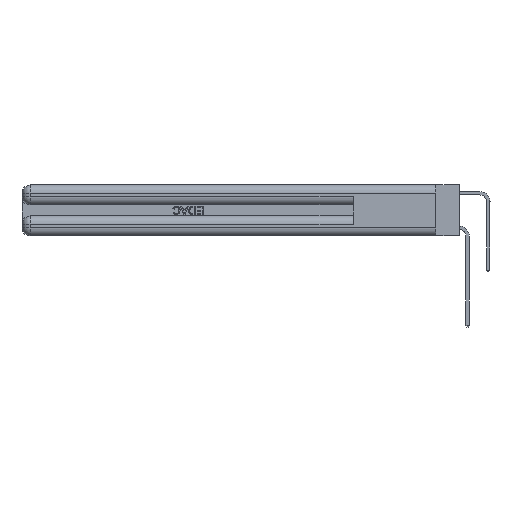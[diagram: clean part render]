
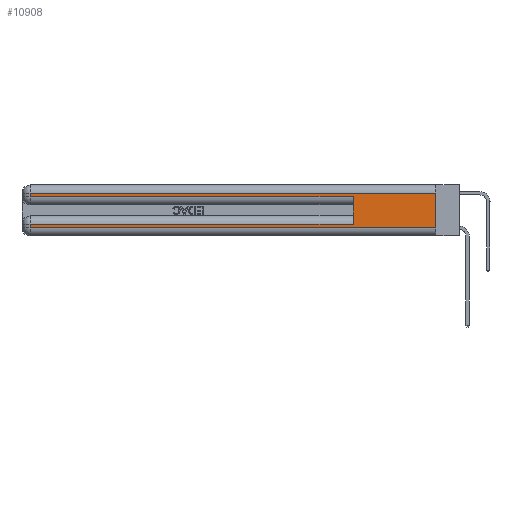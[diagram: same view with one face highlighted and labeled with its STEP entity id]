
A CAD part, left-side view. The second image highlights one B-rep face of the part: STEP entity #10908.
In plain terms, the highlighted planar face has unit normal (-1, 0, 0).
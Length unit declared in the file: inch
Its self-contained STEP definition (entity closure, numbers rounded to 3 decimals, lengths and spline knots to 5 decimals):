
#832 = EDGE_CURVE ( 'NONE', #26352, #34627, #21817, .T. ) ;
#1074 = CARTESIAN_POINT ( 'NONE',  ( 0., 2.94, 0.085 ) ) ;
#2303 = VECTOR ( 'NONE', #9564, 39.37008 ) ;
#3470 = LINE ( 'NONE', #29445, #7997 ) ;
#3601 = DIRECTION ( 'NONE',  ( 0., -1., 0. ) ) ;
#3878 = AXIS2_PLACEMENT_3D ( 'NONE', #19314, #4734, #24801 ) ;
#4218 = DIRECTION ( 'NONE',  ( 0., 1., 0. ) ) ;
#4625 = VERTEX_POINT ( 'NONE', #4847 ) ;
#4734 = DIRECTION ( 'NONE',  ( 1., 0., 0. ) ) ;
#4847 = CARTESIAN_POINT ( 'NONE',  ( 0., 0., 0.31 ) ) ;
#5862 = ORIENTED_EDGE ( 'NONE', *, *, #35189, .T. ) ;
#6046 = CARTESIAN_POINT ( 'NONE',  ( 0., 0.6, 0.285 ) ) ;
#6735 = CARTESIAN_POINT ( 'NONE',  ( 0., 0., 0.06 ) ) ;
#6989 = CARTESIAN_POINT ( 'NONE',  ( 0., 0., 0.285 ) ) ;
#7997 = VECTOR ( 'NONE', #11979, 39.37008 ) ;
#8485 = CARTESIAN_POINT ( 'NONE',  ( 0., 2.94, 0.37 ) ) ;
#9043 = LINE ( 'NONE', #12426, #2303 ) ;
#9124 = EDGE_CURVE ( 'NONE', #35039, #34201, #3470, .T. ) ;
#9278 = CARTESIAN_POINT ( 'NONE',  ( 0., 0.6, 0.085 ) ) ;
#9564 = DIRECTION ( 'NONE',  ( 0., 0., -1. ) ) ;
#9862 = VERTEX_POINT ( 'NONE', #12943 ) ;
#10908 = ADVANCED_FACE ( 'NONE', ( #19248 ), #22109, .F. ) ;
#11183 = VERTEX_POINT ( 'NONE', #28139 ) ;
#11979 = DIRECTION ( 'NONE',  ( 0., 0., 1. ) ) ;
#12426 = CARTESIAN_POINT ( 'NONE',  ( 0., 2.94, 0.37 ) ) ;
#12943 = CARTESIAN_POINT ( 'NONE',  ( 0., 0., 0.06 ) ) ;
#13470 = EDGE_CURVE ( 'NONE', #4625, #25214, #15400, .T. ) ;
#13473 = VECTOR ( 'NONE', #21204, 39.37008 ) ;
#14114 = VECTOR ( 'NONE', #26195, 39.37008 ) ;
#15400 = LINE ( 'NONE', #30930, #32299 ) ;
#16397 = CARTESIAN_POINT ( 'NONE',  ( 0., 0., 0.37 ) ) ;
#16704 = VECTOR ( 'NONE', #30220, 39.37008 ) ;
#16726 = ORIENTED_EDGE ( 'NONE', *, *, #25492, .T. ) ;
#19248 = FACE_OUTER_BOUND ( 'NONE', #33525, .T. ) ;
#19314 = CARTESIAN_POINT ( 'NONE',  ( 0., 0., 0.37 ) ) ;
#20540 = VECTOR ( 'NONE', #30458, 39.37008 ) ;
#21066 = ORIENTED_EDGE ( 'NONE', *, *, #33282, .T. ) ;
#21204 = DIRECTION ( 'NONE',  ( 0., -1., 0. ) ) ;
#21465 = LINE ( 'NONE', #16397, #20540 ) ;
#21817 = LINE ( 'NONE', #8485, #14114 ) ;
#22109 = PLANE ( 'NONE',  #3878 ) ;
#23581 = EDGE_CURVE ( 'NONE', #4625, #9862, #21465, .T. ) ;
#23609 = ORIENTED_EDGE ( 'NONE', *, *, #13470, .T. ) ;
#24801 = DIRECTION ( 'NONE',  ( 0., 0., -1. ) ) ;
#24890 = CARTESIAN_POINT ( 'NONE',  ( 0., 2.94, 0.06 ) ) ;
#25214 = VERTEX_POINT ( 'NONE', #35729 ) ;
#25492 = EDGE_CURVE ( 'NONE', #25214, #11183, #9043, .T. ) ;
#26195 = DIRECTION ( 'NONE',  ( 0., 0., -1. ) ) ;
#26216 = LINE ( 'NONE', #6735, #13473 ) ;
#26352 = VERTEX_POINT ( 'NONE', #1074 ) ;
#27467 = LINE ( 'NONE', #6989, #30210 ) ;
#27681 = LINE ( 'NONE', #30343, #16704 ) ;
#28049 = ORIENTED_EDGE ( 'NONE', *, *, #832, .T. ) ;
#28139 = CARTESIAN_POINT ( 'NONE',  ( 0., 2.94, 0.285 ) ) ;
#29445 = CARTESIAN_POINT ( 'NONE',  ( 0., 0.6, 0.145 ) ) ;
#30210 = VECTOR ( 'NONE', #3601, 39.37008 ) ;
#30220 = DIRECTION ( 'NONE',  ( 0., 1., 0. ) ) ;
#30343 = CARTESIAN_POINT ( 'NONE',  ( 0., 0., 0.085 ) ) ;
#30458 = DIRECTION ( 'NONE',  ( 0., 0., -1. ) ) ;
#30930 = CARTESIAN_POINT ( 'NONE',  ( 0., 0., 0.31 ) ) ;
#32299 = VECTOR ( 'NONE', #4218, 39.37008 ) ;
#32533 = ORIENTED_EDGE ( 'NONE', *, *, #23581, .F. ) ;
#33282 = EDGE_CURVE ( 'NONE', #11183, #34201, #27467, .T. ) ;
#33452 = ORIENTED_EDGE ( 'NONE', *, *, #35740, .T. ) ;
#33525 = EDGE_LOOP ( 'NONE', ( #32533, #23609, #16726, #21066, #36021, #5862, #28049, #33452 ) ) ;
#34201 = VERTEX_POINT ( 'NONE', #6046 ) ;
#34627 = VERTEX_POINT ( 'NONE', #24890 ) ;
#35039 = VERTEX_POINT ( 'NONE', #9278 ) ;
#35189 = EDGE_CURVE ( 'NONE', #35039, #26352, #27681, .T. ) ;
#35729 = CARTESIAN_POINT ( 'NONE',  ( 0., 2.94, 0.31 ) ) ;
#35740 = EDGE_CURVE ( 'NONE', #34627, #9862, #26216, .T. ) ;
#36021 = ORIENTED_EDGE ( 'NONE', *, *, #9124, .F. ) ;
